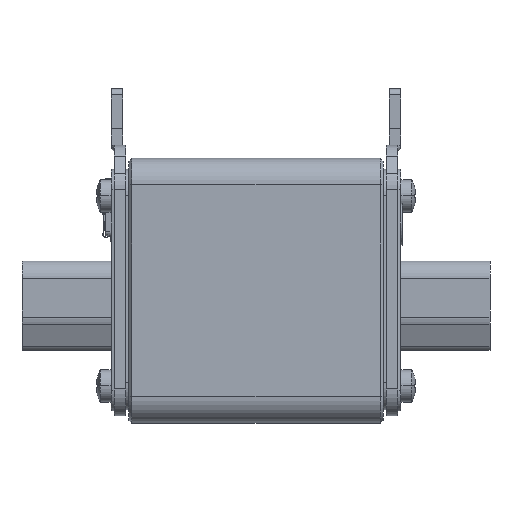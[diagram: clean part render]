
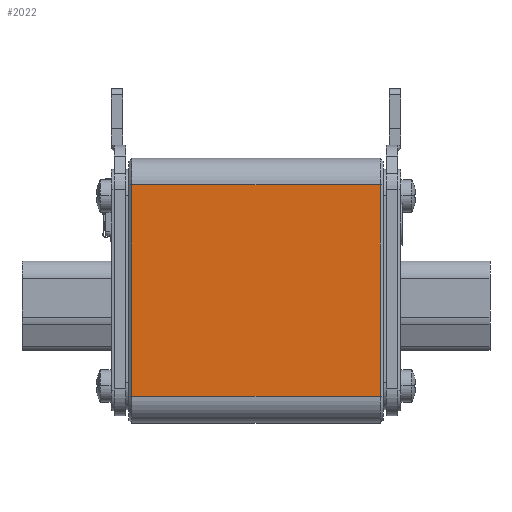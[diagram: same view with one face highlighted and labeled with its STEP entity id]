
A CAD part, left-side view. The second image highlights one B-rep face of the part: STEP entity #2022.
In plain terms, the highlighted face is planar.
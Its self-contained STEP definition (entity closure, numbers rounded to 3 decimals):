
#190=DIRECTION('',(1.,0.,0.));
#191=VECTOR('',#190,41.8);
#192=CARTESIAN_POINT('',(-20.9,17.8,-14.75));
#193=LINE('',#192,#191);
#488=DIRECTION('',(0.,-1.,0.));
#489=VECTOR('',#488,35.6);
#490=CARTESIAN_POINT('',(20.9,17.8,-14.75));
#491=LINE('',#490,#489);
#524=DIRECTION('',(-1.,0.,0.));
#525=VECTOR('',#524,41.8);
#526=CARTESIAN_POINT('',(20.9,-17.8,-14.75));
#527=LINE('',#526,#525);
#603=DIRECTION('',(0.,1.,0.));
#604=VECTOR('',#603,35.6);
#605=CARTESIAN_POINT('',(-20.9,-17.8,-14.75));
#606=LINE('',#605,#604);
#1733=CARTESIAN_POINT('',(-20.9,17.8,-14.75));
#1734=CARTESIAN_POINT('',(20.9,17.8,-14.75));
#1735=VERTEX_POINT('',#1733);
#1736=VERTEX_POINT('',#1734);
#1737=CARTESIAN_POINT('',(-20.9,-17.8,-14.75));
#1738=VERTEX_POINT('',#1737);
#1739=CARTESIAN_POINT('',(20.9,-17.8,-14.75));
#1740=VERTEX_POINT('',#1739);
#2007=CARTESIAN_POINT('',(0.,0.,-14.75));
#2008=DIRECTION('',(0.,0.,1.));
#2009=DIRECTION('',(1.,0.,0.));
#2010=AXIS2_PLACEMENT_3D('',#2007,#2008,#2009);
#2011=PLANE('',#2010);
#2013=ORIENTED_EDGE('',*,*,#2012,.F.);
#2015=ORIENTED_EDGE('',*,*,#2014,.F.);
#2017=ORIENTED_EDGE('',*,*,#2016,.F.);
#2019=ORIENTED_EDGE('',*,*,#2018,.F.);
#2020=EDGE_LOOP('',(#2013,#2015,#2017,#2019));
#2021=FACE_OUTER_BOUND('',#2020,.F.);
#2012=EDGE_CURVE('',#1735,#1736,#193,.T.);
#2014=EDGE_CURVE('',#1738,#1735,#606,.T.);
#2016=EDGE_CURVE('',#1740,#1738,#527,.T.);
#2018=EDGE_CURVE('',#1736,#1740,#491,.T.);
#2022=ADVANCED_FACE('',(#2021),#2011,.F.);
